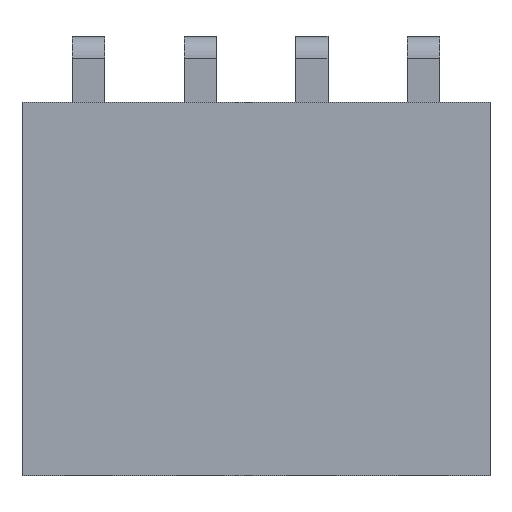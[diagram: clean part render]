
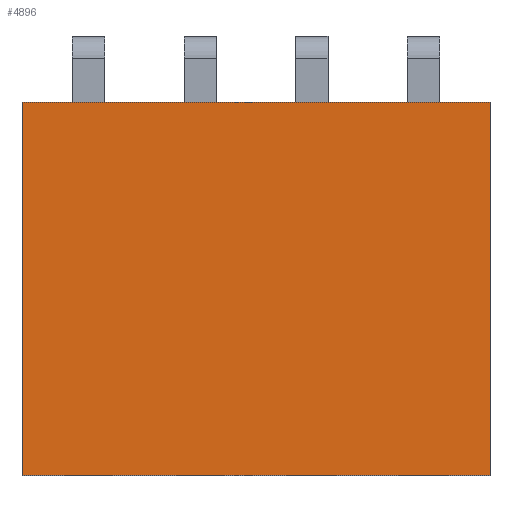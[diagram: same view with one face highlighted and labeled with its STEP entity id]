
A CAD part, top view. The second image highlights one B-rep face of the part: STEP entity #4896.
In plain terms, the highlighted face is planar.
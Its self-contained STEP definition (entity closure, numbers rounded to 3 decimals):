
#640=ORIENTED_EDGE('',*,*,#1390,.F.);
#641=ORIENTED_EDGE('',*,*,#1391,.F.);
#642=ORIENTED_EDGE('',*,*,#1388,.F.);
#643=ORIENTED_EDGE('',*,*,#1392,.F.);
#1388=EDGE_CURVE('',#1786,#1787,#2168,.T.);
#1390=EDGE_CURVE('',#1788,#1789,#2170,.T.);
#1391=EDGE_CURVE('',#1787,#1788,#2171,.T.);
#1392=EDGE_CURVE('',#1789,#1786,#2172,.T.);
#1786=VERTEX_POINT('',#6891);
#1787=VERTEX_POINT('',#6893);
#1788=VERTEX_POINT('',#6897);
#1789=VERTEX_POINT('',#6898);
#2168=LINE('',#6892,#2620);
#2170=LINE('',#6896,#2622);
#2171=LINE('',#6899,#2623);
#2172=LINE('',#6900,#2624);
#2620=VECTOR('',#5712,1000.);
#2622=VECTOR('',#5716,1000.);
#2623=VECTOR('',#5717,1000.);
#2624=VECTOR('',#5718,1000.);
#2922=EDGE_LOOP('',(#640,#641,#642,#643));
#3128=FACE_BOUND('',#2922,.T.);
#3318=PLANE('',#5109);
#4896=ADVANCED_FACE('',(#3128),#3318,.F.);
#5109=AXIS2_PLACEMENT_3D('',#6895,#5714,#5715);
#5712=DIRECTION('',(1.,0.,0.));
#5714=DIRECTION('',(0.,-1.,0.));
#5715=DIRECTION('',(0.,0.,-1.));
#5716=DIRECTION('',(-1.,0.,0.));
#5717=DIRECTION('',(0.,0.,1.));
#5718=DIRECTION('',(0.,0.,-1.));
#6891=CARTESIAN_POINT('',(-5.33,1.25,-4.25));
#6892=CARTESIAN_POINT('',(-5.33,1.25,-4.25));
#6893=CARTESIAN_POINT('',(5.33,1.25,-4.25));
#6895=CARTESIAN_POINT('',(0.,1.25,0.));
#6896=CARTESIAN_POINT('',(5.33,1.25,4.25));
#6897=CARTESIAN_POINT('',(5.33,1.25,4.25));
#6898=CARTESIAN_POINT('',(-5.33,1.25,4.25));
#6899=CARTESIAN_POINT('',(5.33,1.25,-4.25));
#6900=CARTESIAN_POINT('',(-5.33,1.25,4.25));
